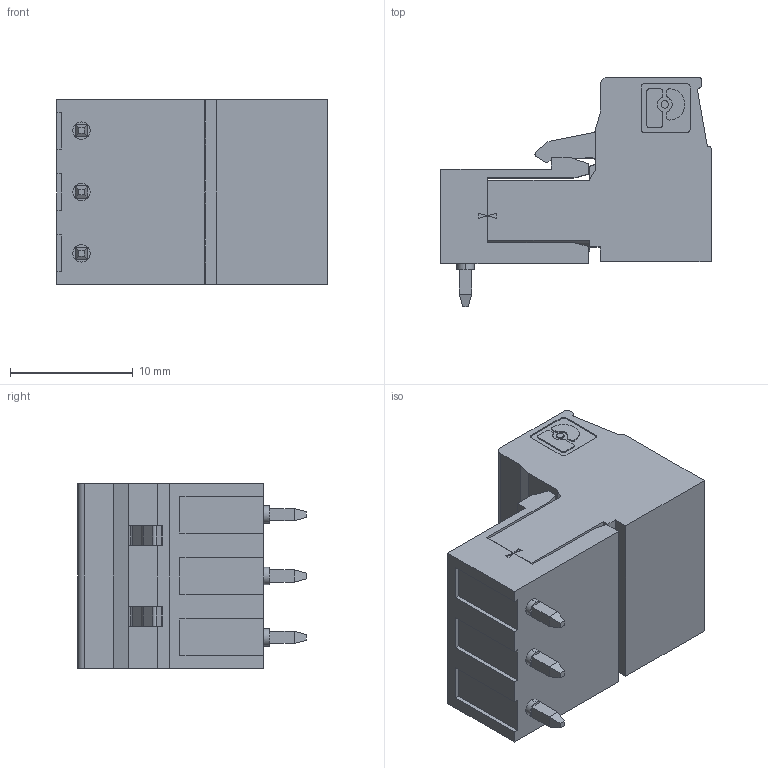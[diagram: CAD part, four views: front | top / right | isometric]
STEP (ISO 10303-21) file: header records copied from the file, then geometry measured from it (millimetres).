
FILE_DESCRIPTION (( 'STEP AP203' ), '1' );
FILE_NAME ('MSTB 2,5_3_ST_1754465 + MSTB 2,5_ 3_G_1754452 (Phoenix Contact).STEP', '2015-03-27T07:47:50', ( '' ), ( '' ), 'SwSTEP 2.0', 'SolidWorks 2013', '' );
FILE_SCHEMA (( 'CONFIG_CONTROL_DESIGN' ));
Length unit declared in the file: millimetre
Products named in the file (1): MSTB 2,5_3_ST_1754465 + MSTB 2,5_ 3_G_1754452 (Phoenix Contact)
Bounding box: 22 x 18.64 x 15 mm (x, y, z)
Volume: 3252.3 mm3; surface area: 2858.9 mm2
Topology: 2 solids, 2 shells, 422 faces, 1038 edges, 660 vertices
Faces by surface type: plane 319, cylinder 100, cone 3
Entity records: 12358 total; most frequent: CARTESIAN_POINT 2137, DIRECTION 2109, ORIENTED_EDGE 2072, EDGE_CURVE 1036, VECTOR 797, LINE 797, VERTEX_POINT 660, AXIS2_PLACEMENT_3D 656
